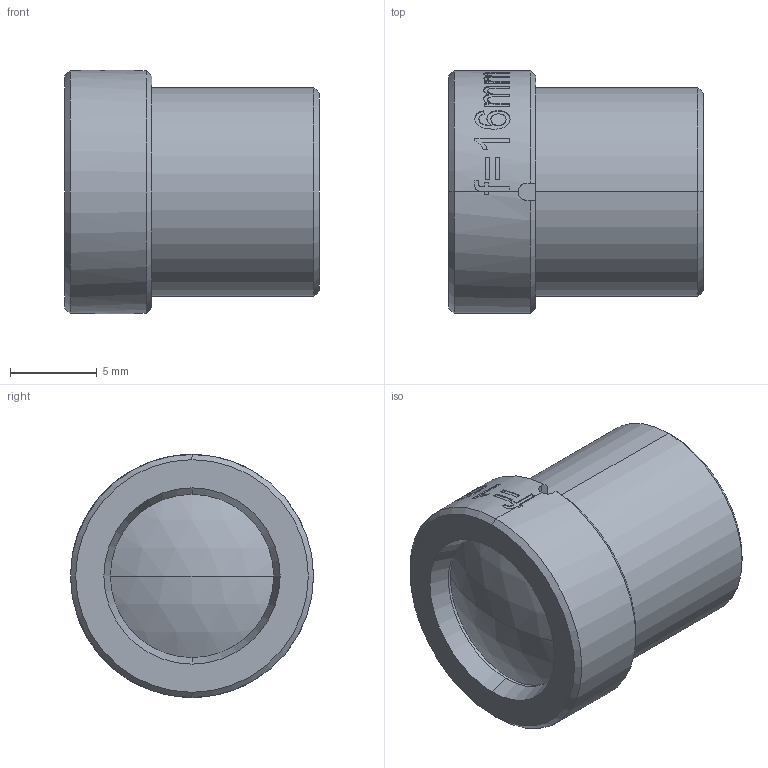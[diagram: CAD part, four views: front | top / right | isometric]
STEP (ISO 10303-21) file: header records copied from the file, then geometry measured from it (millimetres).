
FILE_DESCRIPTION (( 'STEP AP203' ), '1' );
FILE_NAME ('VA-LM12-10MP-16MM-F2.2-015.STEP', '2023-08-17T02:41:09', ( '' ), ( '' ), 'SwSTEP 2.0', 'SolidWorks 2014', '' );
FILE_SCHEMA (( 'CONFIG_CONTROL_DESIGN' ));
Length unit declared in the file: millimetre
Products named in the file (1): VA-LM12-10MP-16MM-F2.2-015
Bounding box: 14.65 x 14 x 14 mm (x, y, z)
Volume: 1666.2 mm3; surface area: 975.3 mm2
Topology: 1 solids, 1 shells, 182 faces, 488 edges, 322 vertices
Faces by surface type: plane 79, bspline 64, cylinder 25, cone 10, sphere 4
Entity records: 9837 total; most frequent: CARTESIAN_POINT 5715, ORIENTED_EDGE 976, DIRECTION 621, EDGE_CURVE 488, VERTEX_POINT 322, AXIS2_PLACEMENT_3D 231, B_SPLINE_CURVE_WITH_KNOTS 217, EDGE_LOOP 196
